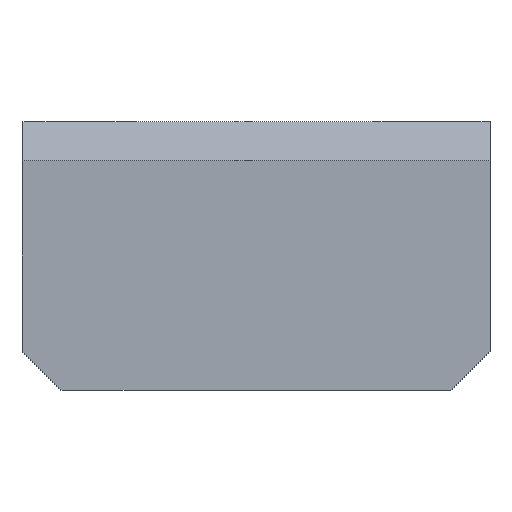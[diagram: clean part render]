
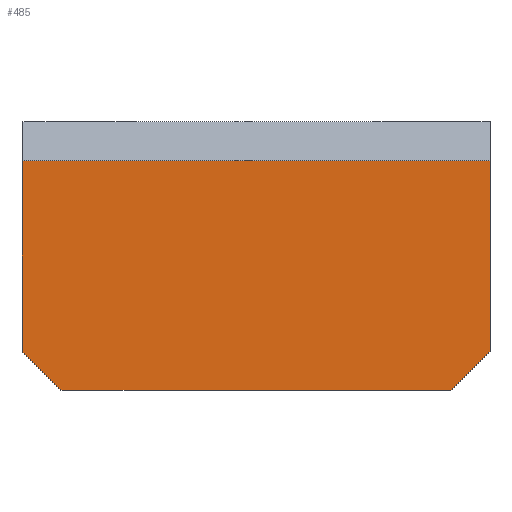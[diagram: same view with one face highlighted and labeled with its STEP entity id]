
A CAD part, front view. The second image highlights one B-rep face of the part: STEP entity #485.
In plain terms, the highlighted planar face has unit normal (0, -1, 0).
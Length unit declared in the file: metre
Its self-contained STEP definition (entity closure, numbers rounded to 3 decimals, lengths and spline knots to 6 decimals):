
#62=ORIENTED_EDGE('',*,*,#189,.T.);
#63=ORIENTED_EDGE('',*,*,#192,.T.);
#64=ORIENTED_EDGE('',*,*,#193,.F.);
#65=ORIENTED_EDGE('',*,*,#194,.T.);
#66=ORIENTED_EDGE('',*,*,#174,.T.);
#67=ORIENTED_EDGE('',*,*,#195,.T.);
#174=EDGE_CURVE('',#242,#243,#288,.T.);
#189=EDGE_CURVE('',#253,#252,#301,.T.);
#192=EDGE_CURVE('',#252,#254,#304,.T.);
#193=EDGE_CURVE('',#255,#254,#305,.T.);
#194=EDGE_CURVE('',#255,#242,#306,.F.);
#195=EDGE_CURVE('',#243,#253,#307,.T.);
#242=VERTEX_POINT('',#717);
#243=VERTEX_POINT('',#718);
#252=VERTEX_POINT('',#744);
#253=VERTEX_POINT('',#746);
#254=VERTEX_POINT('',#751);
#255=VERTEX_POINT('',#753);
#288=LINE('',#716,#348);
#301=LINE('',#745,#361);
#304=LINE('',#750,#364);
#305=LINE('',#752,#365);
#306=LINE('',#754,#366);
#307=LINE('',#755,#367);
#348=VECTOR('',#575,1.);
#361=VECTOR('',#598,1.);
#364=VECTOR('',#603,1.);
#365=VECTOR('',#604,1.);
#366=VECTOR('',#605,1.);
#367=VECTOR('',#606,1.);
#399=EDGE_LOOP('',(#62,#63,#64,#65,#66,#67));
#431=FACE_BOUND('',#399,.T.);
#462=PLANE('',#528);
#485=ADVANCED_FACE('',(#431),#462,.T.);
#528=AXIS2_PLACEMENT_3D('',#749,#601,#602);
#575=DIRECTION('',(1.,0.,0.));
#598=DIRECTION('',(0.,0.,1.));
#601=DIRECTION('',(0.,-1.,0.));
#602=DIRECTION('',(1.,0.,0.));
#603=DIRECTION('',(-1.,0.,0.));
#604=DIRECTION('',(0.,0.,1.));
#605=DIRECTION('',(-0.707,0.,0.707));
#606=DIRECTION('',(0.707,0.,0.707));
#716=CARTESIAN_POINT('',(0.,-0.020614,-0.01375));
#717=CARTESIAN_POINT('',(-0.01,-0.020614,-0.01375));
#718=CARTESIAN_POINT('',(0.01,-0.020614,-0.01375));
#744=CARTESIAN_POINT('',(0.012,-0.020614,-0.002));
#745=CARTESIAN_POINT('',(0.012,-0.020614,-0.004));
#746=CARTESIAN_POINT('',(0.012,-0.020614,-0.01175));
#749=CARTESIAN_POINT('',(0.,-0.020614,-0.004));
#750=CARTESIAN_POINT('',(-0.012,-0.020614,-0.002));
#751=CARTESIAN_POINT('',(-0.012,-0.020614,-0.002));
#752=CARTESIAN_POINT('',(-0.012,-0.020614,-0.004));
#753=CARTESIAN_POINT('',(-0.012,-0.020614,-0.01175));
#754=CARTESIAN_POINT('',(-0.009875,-0.020614,-0.013875));
#755=CARTESIAN_POINT('',(0.009875,-0.020614,-0.013875));
